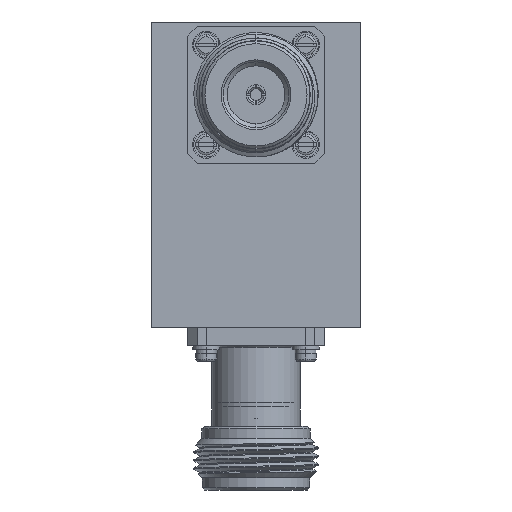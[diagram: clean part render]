
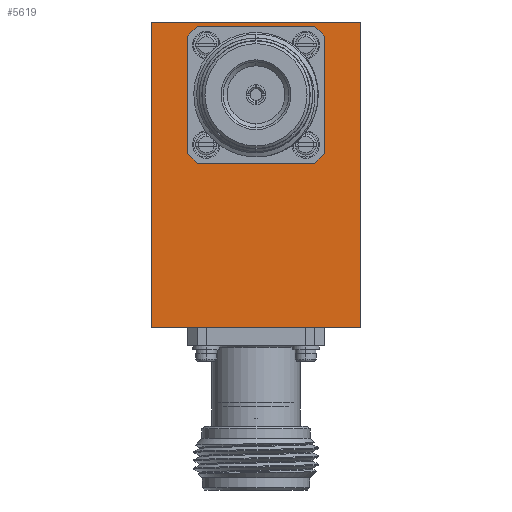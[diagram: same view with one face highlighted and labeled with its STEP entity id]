
A CAD part, left-side view. The second image highlights one B-rep face of the part: STEP entity #5619.
In plain terms, the highlighted planar face has unit normal (-1, 0, 0).
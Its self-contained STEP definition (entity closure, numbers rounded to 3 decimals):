
#69 = VERTEX_POINT ( 'NONE', #4431 ) ;
#110 = CARTESIAN_POINT ( 'NONE',  ( -159., -13.35, -19.5 ) ) ;
#357 = LINE ( 'NONE', #3458, #1749 ) ;
#444 = FACE_OUTER_BOUND ( 'NONE', #2555, .T. ) ;
#694 = VECTOR ( 'NONE', #3191, 1000. ) ;
#1400 = EDGE_CURVE ( 'NONE', #5248, #5240, #357, .T. ) ;
#1458 = CARTESIAN_POINT ( 'NONE',  ( -159., -13.35, -19.5 ) ) ;
#1586 = VECTOR ( 'NONE', #4448, 1000. ) ;
#1675 = LINE ( 'NONE', #1728, #1586 ) ;
#1728 = CARTESIAN_POINT ( 'NONE',  ( -159., 13.35, -19.5 ) ) ;
#1749 = VECTOR ( 'NONE', #5343, 1000. ) ;
#1786 = PLANE ( 'NONE',  #4180 ) ;
#1815 = DIRECTION ( 'NONE',  ( 0., 0., 1. ) ) ;
#1878 = ORIENTED_EDGE ( 'NONE', *, *, #1400, .T. ) ;
#2555 = EDGE_LOOP ( 'NONE', ( #3417, #4008, #3177, #1878 ) ) ;
#3177 = ORIENTED_EDGE ( 'NONE', *, *, #3232, .F. ) ;
#3191 = DIRECTION ( 'NONE',  ( 0., -1., 0. ) ) ;
#3232 = EDGE_CURVE ( 'NONE', #5248, #69, #1675, .T. ) ;
#3251 = CARTESIAN_POINT ( 'NONE',  ( -159., 13.35, -19.5 ) ) ;
#3417 = ORIENTED_EDGE ( 'NONE', *, *, #5683, .T. ) ;
#3458 = CARTESIAN_POINT ( 'NONE',  ( -159., 13.35, -19.5 ) ) ;
#3539 = DIRECTION ( 'NONE',  ( 0., 0., -1. ) ) ;
#4008 = ORIENTED_EDGE ( 'NONE', *, *, #5273, .F. ) ;
#4078 = LINE ( 'NONE', #110, #4462 ) ;
#4145 = LINE ( 'NONE', #5621, #694 ) ;
#4180 = AXIS2_PLACEMENT_3D ( 'NONE', #5401, #5825, #3539 ) ;
#4304 = CARTESIAN_POINT ( 'NONE',  ( -159., -13.35, 19.5 ) ) ;
#4431 = CARTESIAN_POINT ( 'NONE',  ( -159., 13.35, 19.5 ) ) ;
#4448 = DIRECTION ( 'NONE',  ( 0., 0., 1. ) ) ;
#4462 = VECTOR ( 'NONE', #1815, 1000. ) ;
#5056 = VERTEX_POINT ( 'NONE', #4304 ) ;
#5240 = VERTEX_POINT ( 'NONE', #1458 ) ;
#5248 = VERTEX_POINT ( 'NONE', #3251 ) ;
#5273 = EDGE_CURVE ( 'NONE', #69, #5056, #4145, .T. ) ;
#5343 = DIRECTION ( 'NONE',  ( 0., -1., 0. ) ) ;
#5401 = CARTESIAN_POINT ( 'NONE',  ( -159., 13.35, -19.5 ) ) ;
#5619 = ADVANCED_FACE ( 'NONE', ( #444 ), #1786, .F. ) ;
#5621 = CARTESIAN_POINT ( 'NONE',  ( -159., 13.35, 19.5 ) ) ;
#5683 = EDGE_CURVE ( 'NONE', #5240, #5056, #4078, .T. ) ;
#5825 = DIRECTION ( 'NONE',  ( 1., 0., 0. ) ) ;
